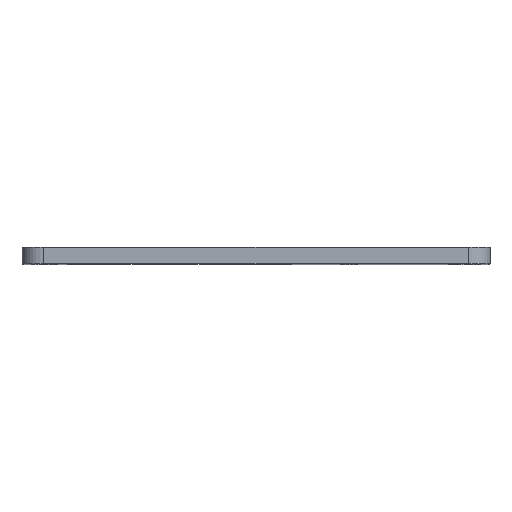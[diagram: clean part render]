
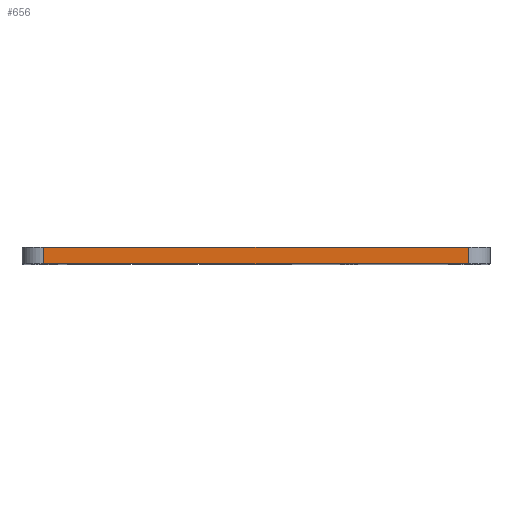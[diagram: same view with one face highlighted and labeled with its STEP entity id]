
A CAD part, top view. The second image highlights one B-rep face of the part: STEP entity #656.
In plain terms, the highlighted planar face has unit normal (0, 0, 1).
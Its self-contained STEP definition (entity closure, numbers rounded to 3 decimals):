
#41 = VERTEX_POINT ( 'NONE', #964 ) ;
#130 = ORIENTED_EDGE ( 'NONE', *, *, #2369, .T. ) ;
#182 = CARTESIAN_POINT ( 'NONE',  ( 19.5, 1.5, 19. ) ) ;
#188 = CARTESIAN_POINT ( 'NONE',  ( -19.5, 1.5, 19. ) ) ;
#275 = LINE ( 'NONE', #2160, #732 ) ;
#358 = DIRECTION ( 'NONE',  ( 0., -1., 0. ) ) ;
#364 = PLANE ( 'NONE',  #811 ) ;
#369 = DIRECTION ( 'NONE',  ( 0., 0., -1. ) ) ;
#381 = ORIENTED_EDGE ( 'NONE', *, *, #1222, .T. ) ;
#461 = ORIENTED_EDGE ( 'NONE', *, *, #1830, .F. ) ;
#517 = VECTOR ( 'NONE', #358, 1000. ) ;
#548 = DIRECTION ( 'NONE',  ( 1., 0., 0. ) ) ;
#555 = ORIENTED_EDGE ( 'NONE', *, *, #1744, .F. ) ;
#656 = ADVANCED_FACE ( 'NONE', ( #739 ), #364, .F. ) ;
#670 = CARTESIAN_POINT ( 'NONE',  ( 19.5, 1.5, 19. ) ) ;
#732 = VECTOR ( 'NONE', #1629, 1000. ) ;
#739 = FACE_OUTER_BOUND ( 'NONE', #1910, .T. ) ;
#811 = AXIS2_PLACEMENT_3D ( 'NONE', #188, #369, #1509 ) ;
#875 = VERTEX_POINT ( 'NONE', #1297 ) ;
#881 = DIRECTION ( 'NONE',  ( 0., -1., 0. ) ) ;
#964 = CARTESIAN_POINT ( 'NONE',  ( -19.5, 0., 19. ) ) ;
#1222 = EDGE_CURVE ( 'NONE', #2417, #41, #1350, .T. ) ;
#1247 = CARTESIAN_POINT ( 'NONE',  ( -19.5, 1.5, 19. ) ) ;
#1297 = CARTESIAN_POINT ( 'NONE',  ( 19.5, 0., 19. ) ) ;
#1311 = CARTESIAN_POINT ( 'NONE',  ( -19.5, 1.5, 19. ) ) ;
#1350 = LINE ( 'NONE', #1247, #1776 ) ;
#1491 = CARTESIAN_POINT ( 'NONE',  ( -19.5, 1.5, 19. ) ) ;
#1509 = DIRECTION ( 'NONE',  ( -1., 0., 0. ) ) ;
#1576 = LINE ( 'NONE', #1491, #1790 ) ;
#1629 = DIRECTION ( 'NONE',  ( 1., 0., 0. ) ) ;
#1744 = EDGE_CURVE ( 'NONE', #2417, #2318, #1576, .T. ) ;
#1776 = VECTOR ( 'NONE', #881, 1000. ) ;
#1790 = VECTOR ( 'NONE', #548, 1000. ) ;
#1830 = EDGE_CURVE ( 'NONE', #2318, #875, #2409, .T. ) ;
#1910 = EDGE_LOOP ( 'NONE', ( #130, #461, #555, #381 ) ) ;
#2160 = CARTESIAN_POINT ( 'NONE',  ( -19.5, 0., 19. ) ) ;
#2318 = VERTEX_POINT ( 'NONE', #670 ) ;
#2369 = EDGE_CURVE ( 'NONE', #41, #875, #275, .T. ) ;
#2409 = LINE ( 'NONE', #182, #517 ) ;
#2417 = VERTEX_POINT ( 'NONE', #1311 ) ;
